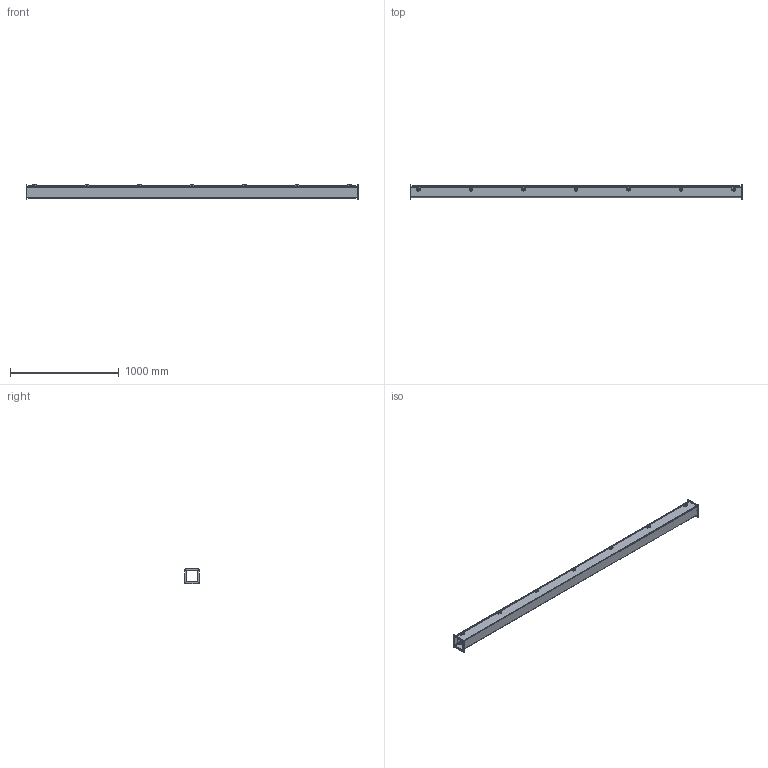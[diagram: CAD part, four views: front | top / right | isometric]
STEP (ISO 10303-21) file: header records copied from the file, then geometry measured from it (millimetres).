
FILE_DESCRIPTION((''),'2;1');
FILE_NAME('SSJW410.stp','2013-01-02T08:02:29',('kadelman'),(''),'Autodesk Inventor 2012','Autodesk Inventor 2012','');
FILE_SCHEMA(('AUTOMOTIVE_DESIGN { 1 0 10303 214 1 1 1 1 }'));
Length unit declared in the file: inch
Products named in the file (12): SSJW-assm; SSJW410BTB; SSJW4SPC; SSJW410LID; H6050527; H6050527T; H6050527L; H6050527P; SSJW4RINGP; C2002; 372135; C2001
Assembly tree (37 placements, depth 3):
  SSJW-assm
    SSJW410BTB
    SSJW4SPC  x2
    SSJW410LID
    H6050527  x7
      H6050527T
      H6050527L
      H6050527P
    SSJW4RINGP  x2
    C2002  x7
    372135  x7
    C2001  x7
Bounding box: 3048 x 136.53 x 140.63 mm (x, y, z)
Volume: 2737258.1 mm3; surface area: 2928238.4 mm2
Topology: 48 solids, 48 shells, 824 faces, 2037 edges, 1344 vertices
Faces by surface type: plane 513, cylinder 255, torus 28, cone 14, sphere 14
Full cylindrical faces by diameter (mm): 2.794 x28, 3.048 x7, 3.302 x28, 4.978 x7, 6.35 x7, 7.144 x8, 7.95 x14, 8.738 x7, 10.402 x7
Entity records: 6688 total; most frequent: DIRECTION 1117, CARTESIAN_POINT 1077, ORIENTED_EDGE 978, EDGE_CURVE 489, AXIS2_PLACEMENT_3D 380, VECTOR 357, LINE 357, VERTEX_POINT 340
